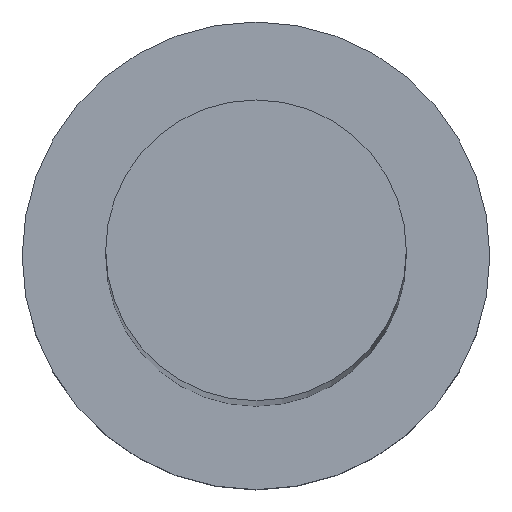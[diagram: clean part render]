
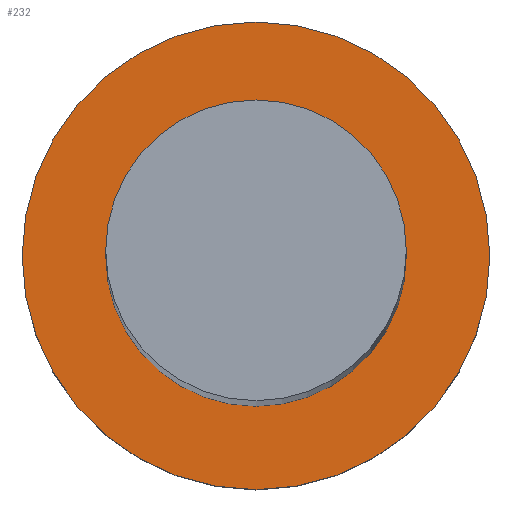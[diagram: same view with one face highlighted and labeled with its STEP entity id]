
A CAD part, top view. The second image highlights one B-rep face of the part: STEP entity #232.
In plain terms, the highlighted planar face has unit normal (0, 0, 1).
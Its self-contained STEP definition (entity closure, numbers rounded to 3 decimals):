
#1 = ORIENTED_EDGE ( 'NONE', *, *, #148, .F. ) ;
#6 = DIRECTION ( 'NONE',  ( 0., 0., 1. ) ) ;
#7 = CARTESIAN_POINT ( 'NONE',  ( 7., 0., 5. ) ) ;
#11 = VERTEX_POINT ( 'NONE', #186 ) ;
#18 = ORIENTED_EDGE ( 'NONE', *, *, #144, .T. ) ;
#19 = CIRCLE ( 'NONE', #194, 4.5 ) ;
#21 = ORIENTED_EDGE ( 'NONE', *, *, #106, .T. ) ;
#50 = DIRECTION ( 'NONE',  ( 0., 0., 1. ) ) ;
#53 = CARTESIAN_POINT ( 'NONE',  ( -4.5, 0., 5. ) ) ;
#63 = FACE_OUTER_BOUND ( 'NONE', #166, .T. ) ;
#66 = CARTESIAN_POINT ( 'NONE',  ( 0., 0., 5. ) ) ;
#78 = CIRCLE ( 'NONE', #135, 7. ) ;
#80 = PLANE ( 'NONE',  #105 ) ;
#81 = DIRECTION ( 'NONE',  ( 1., 0., 0. ) ) ;
#83 = VERTEX_POINT ( 'NONE', #131 ) ;
#87 = DIRECTION ( 'NONE',  ( 1., 0., 0. ) ) ;
#90 = VERTEX_POINT ( 'NONE', #7 ) ;
#95 = DIRECTION ( 'NONE',  ( 0., 0., 1. ) ) ;
#103 = DIRECTION ( 'NONE',  ( 0., 0., 1. ) ) ;
#105 = AXIS2_PLACEMENT_3D ( 'NONE', #66, #108, #142 ) ;
#106 = EDGE_CURVE ( 'NONE', #90, #11, #150, .T. ) ;
#108 = DIRECTION ( 'NONE',  ( 0., 0., 1. ) ) ;
#124 = AXIS2_PLACEMENT_3D ( 'NONE', #215, #95, #227 ) ;
#128 = DIRECTION ( 'NONE',  ( 1., 0., 0. ) ) ;
#131 = CARTESIAN_POINT ( 'NONE',  ( 4.5, 0., 5. ) ) ;
#135 = AXIS2_PLACEMENT_3D ( 'NONE', #143, #103, #81 ) ;
#142 = DIRECTION ( 'NONE',  ( 1., 0., 0. ) ) ;
#143 = CARTESIAN_POINT ( 'NONE',  ( 0., 0., 5. ) ) ;
#144 = EDGE_CURVE ( 'NONE', #11, #90, #78, .T. ) ;
#148 = EDGE_CURVE ( 'NONE', #252, #83, #19, .T. ) ;
#150 = CIRCLE ( 'NONE', #124, 7. ) ;
#164 = AXIS2_PLACEMENT_3D ( 'NONE', #203, #6, #87 ) ;
#166 = EDGE_LOOP ( 'NONE', ( #18, #21 ) ) ;
#180 = FACE_BOUND ( 'NONE', #255, .T. ) ;
#186 = CARTESIAN_POINT ( 'NONE',  ( -7., 0., 5. ) ) ;
#194 = AXIS2_PLACEMENT_3D ( 'NONE', #217, #50, #128 ) ;
#203 = CARTESIAN_POINT ( 'NONE',  ( 0., 0., 5. ) ) ;
#215 = CARTESIAN_POINT ( 'NONE',  ( 0., 0., 5. ) ) ;
#217 = CARTESIAN_POINT ( 'NONE',  ( 0., 0., 5. ) ) ;
#226 = EDGE_CURVE ( 'NONE', #83, #252, #247, .T. ) ;
#227 = DIRECTION ( 'NONE',  ( 1., 0., 0. ) ) ;
#232 = ADVANCED_FACE ( 'NONE', ( #180, #63 ), #80, .T. ) ;
#240 = ORIENTED_EDGE ( 'NONE', *, *, #226, .F. ) ;
#247 = CIRCLE ( 'NONE', #164, 4.5 ) ;
#252 = VERTEX_POINT ( 'NONE', #53 ) ;
#255 = EDGE_LOOP ( 'NONE', ( #1, #240 ) ) ;
